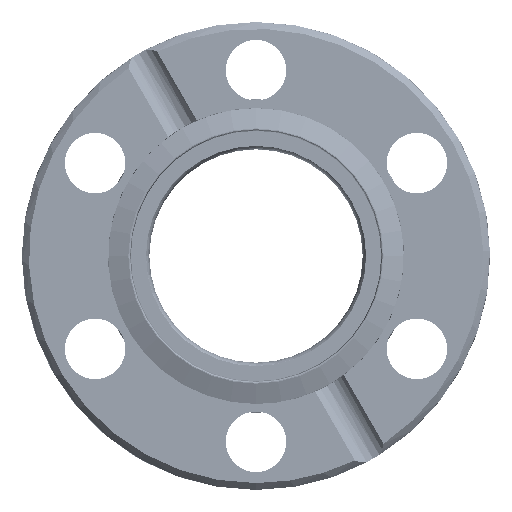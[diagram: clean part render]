
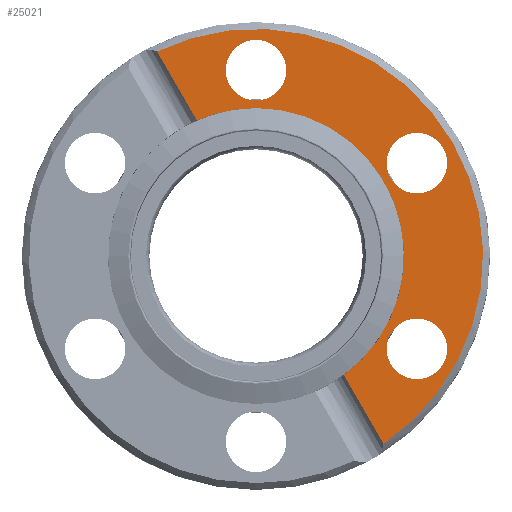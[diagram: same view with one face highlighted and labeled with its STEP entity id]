
A CAD part, left-side view. The second image highlights one B-rep face of the part: STEP entity #25021.
In plain terms, the highlighted planar face has unit normal (-1, 0, 0).
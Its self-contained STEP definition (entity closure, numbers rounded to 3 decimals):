
#1503 = EDGE_LOOP ( 'NONE', ( #161109, #96470, #238148, #251282, #117521 ) ) ;
#2556 = AXIS2_PLACEMENT_3D ( 'NONE', #206003, #78356, #227493 ) ;
#3099 = ORIENTED_EDGE ( 'NONE', *, *, #255438, .F. ) ;
#6546 = CARTESIAN_POINT ( 'NONE',  ( -31.8, -11.691, -6.75 ) ) ;
#9328 = CARTESIAN_POINT ( 'NONE',  ( -31.8, -11.691, 4.55 ) ) ;
#9686 = DIRECTION ( 'NONE',  ( 0., 0., 1. ) ) ;
#10885 = LINE ( 'NONE', #237008, #231164 ) ;
#13366 = VERTEX_POINT ( 'NONE', #36456 ) ;
#13816 = DIRECTION ( 'NONE',  ( 0., 0., 1. ) ) ;
#14303 = EDGE_LOOP ( 'NONE', ( #163181, #210130 ) ) ;
#18586 = DIRECTION ( 'NONE',  ( 0., -0.5, -0.866 ) ) ;
#24919 = ORIENTED_EDGE ( 'NONE', *, *, #113239, .F. ) ;
#25021 = ADVANCED_FACE ( 'NONE', ( #256404, #36052, #92809, #199589 ), #158245, .F. ) ;
#27969 = DIRECTION ( 'NONE',  ( 0., 0., 1. ) ) ;
#32474 = DIRECTION ( 'NONE',  ( -1., 0., 0. ) ) ;
#35244 = EDGE_CURVE ( 'NONE', #216455, #222746, #59685, .T. ) ;
#35479 = VERTEX_POINT ( 'NONE', #209675 ) ;
#36052 = FACE_BOUND ( 'NONE', #101393, .T. ) ;
#36456 = CARTESIAN_POINT ( 'NONE',  ( -31.8, 0., 15.7 ) ) ;
#39981 = EDGE_CURVE ( 'NONE', #13366, #188285, #123383, .T. ) ;
#46913 = AXIS2_PLACEMENT_3D ( 'NONE', #78199, #227326, #99568 ) ;
#47439 = CIRCLE ( 'NONE', #98360, 2.2 ) ;
#57582 = AXIS2_PLACEMENT_3D ( 'NONE', #224360, #96575, #245890 ) ;
#59329 = DIRECTION ( 'NONE',  ( -1., 0., 0. ) ) ;
#59685 = CIRCLE ( 'NONE', #116567, 16.5 ) ;
#60984 = EDGE_CURVE ( 'NONE', #201252, #199324, #258951, .T. ) ;
#63367 = EDGE_LOOP ( 'NONE', ( #24919, #3099 ) ) ;
#63956 = AXIS2_PLACEMENT_3D ( 'NONE', #265340, #137553, #9686 ) ;
#72033 = CIRCLE ( 'NONE', #215374, 2.2 ) ;
#74982 = CARTESIAN_POINT ( 'NONE',  ( -31.8, 0., 13.5 ) ) ;
#78199 = CARTESIAN_POINT ( 'NONE',  ( -31.8, 0., 0. ) ) ;
#78356 = DIRECTION ( 'NONE',  ( -1., 0., 0. ) ) ;
#80999 = VERTEX_POINT ( 'NONE', #9328 ) ;
#81676 = AXIS2_PLACEMENT_3D ( 'NONE', #187046, #59329, #208438 ) ;
#85340 = AXIS2_PLACEMENT_3D ( 'NONE', #269550, #141712, #13816 ) ;
#88842 = VECTOR ( 'NONE', #18586, 1000. ) ;
#90770 = ORIENTED_EDGE ( 'NONE', *, *, #216928, .F. ) ;
#92809 = FACE_BOUND ( 'NONE', #14303, .T. ) ;
#94210 = DIRECTION ( 'NONE',  ( -1., 0., 0. ) ) ;
#95549 = LINE ( 'NONE', #168824, #88842 ) ;
#96324 = DIRECTION ( 'NONE',  ( 0., 0., 1. ) ) ;
#96470 = ORIENTED_EDGE ( 'NONE', *, *, #197779, .T. ) ;
#96575 = DIRECTION ( 'NONE',  ( 1., 0., 0. ) ) ;
#98360 = AXIS2_PLACEMENT_3D ( 'NONE', #160314, #32474, #181742 ) ;
#99568 = DIRECTION ( 'NONE',  ( 0., 0., 1. ) ) ;
#101393 = EDGE_LOOP ( 'NONE', ( #90770, #229897 ) ) ;
#107792 = AXIS2_PLACEMENT_3D ( 'NONE', #6546, #155835, #27969 ) ;
#109905 = CARTESIAN_POINT ( 'NONE',  ( -31.8, -11.691, -4.55 ) ) ;
#113239 = EDGE_CURVE ( 'NONE', #157150, #80999, #128423, .T. ) ;
#116567 = AXIS2_PLACEMENT_3D ( 'NONE', #221946, #94210, #243514 ) ;
#117521 = ORIENTED_EDGE ( 'NONE', *, *, #159166, .T. ) ;
#123383 = CIRCLE ( 'NONE', #2556, 2.2 ) ;
#128423 = CIRCLE ( 'NONE', #81676, 2.2 ) ;
#128442 = CARTESIAN_POINT ( 'NONE',  ( -31.8, -6.381, -8.652 ) ) ;
#137553 = DIRECTION ( 'NONE',  ( -1., 0., 0. ) ) ;
#139008 = CARTESIAN_POINT ( 'NONE',  ( -31.8, 0., 10.75 ) ) ;
#141712 = DIRECTION ( 'NONE',  ( -1., 0., 0. ) ) ;
#144011 = VERTEX_POINT ( 'NONE', #192417 ) ;
#152192 = CARTESIAN_POINT ( 'NONE',  ( -31.8, 7.189, 14.852 ) ) ;
#155686 = VERTEX_POINT ( 'NONE', #109905 ) ;
#155835 = DIRECTION ( 'NONE',  ( -1., 0., 0. ) ) ;
#157150 = VERTEX_POINT ( 'NONE', #170557 ) ;
#158245 = PLANE ( 'NONE',  #57582 ) ;
#159166 = EDGE_CURVE ( 'NONE', #201252, #216455, #10885, .T. ) ;
#160314 = CARTESIAN_POINT ( 'NONE',  ( -31.8, -11.691, -6.75 ) ) ;
#161109 = ORIENTED_EDGE ( 'NONE', *, *, #35244, .T. ) ;
#163181 = ORIENTED_EDGE ( 'NONE', *, *, #39981, .F. ) ;
#168824 = CARTESIAN_POINT ( 'NONE',  ( -31.8, -12.65, -19.511 ) ) ;
#168995 = EDGE_CURVE ( 'NONE', #144011, #155686, #268429, .T. ) ;
#170557 = CARTESIAN_POINT ( 'NONE',  ( -31.8, -11.691, 8.95 ) ) ;
#181742 = DIRECTION ( 'NONE',  ( 0., 0., 1. ) ) ;
#187046 = CARTESIAN_POINT ( 'NONE',  ( -31.8, -11.691, 6.75 ) ) ;
#188285 = VERTEX_POINT ( 'NONE', #269104 ) ;
#192417 = CARTESIAN_POINT ( 'NONE',  ( -31.8, -11.691, -8.95 ) ) ;
#195034 = DIRECTION ( 'NONE',  ( 0., -0.5, -0.866 ) ) ;
#197779 = EDGE_CURVE ( 'NONE', #222746, #35479, #95549, .T. ) ;
#199324 = VERTEX_POINT ( 'NONE', #139008 ) ;
#199589 = FACE_OUTER_BOUND ( 'NONE', #1503, .T. ) ;
#201252 = VERTEX_POINT ( 'NONE', #128442 ) ;
#202315 = CIRCLE ( 'NONE', #63956, 2.2 ) ;
#206003 = CARTESIAN_POINT ( 'NONE',  ( -31.8, 0., 13.5 ) ) ;
#208438 = DIRECTION ( 'NONE',  ( 0., 0., 1. ) ) ;
#209675 = CARTESIAN_POINT ( 'NONE',  ( -31.8, 4.302, 9.852 ) ) ;
#210130 = ORIENTED_EDGE ( 'NONE', *, *, #258759, .F. ) ;
#212952 = CIRCLE ( 'NONE', #46913, 10.75 ) ;
#215374 = AXIS2_PLACEMENT_3D ( 'NONE', #74982, #224101, #96324 ) ;
#216455 = VERTEX_POINT ( 'NONE', #226786 ) ;
#216928 = EDGE_CURVE ( 'NONE', #155686, #144011, #47439, .T. ) ;
#221946 = CARTESIAN_POINT ( 'NONE',  ( -31.8, 0., 0. ) ) ;
#222746 = VERTEX_POINT ( 'NONE', #152192 ) ;
#224101 = DIRECTION ( 'NONE',  ( -1., 0., 0. ) ) ;
#224360 = CARTESIAN_POINT ( 'NONE',  ( -31.8, 0., 8. ) ) ;
#226786 = CARTESIAN_POINT ( 'NONE',  ( -31.8, -9.267, -13.652 ) ) ;
#227326 = DIRECTION ( 'NONE',  ( -1., 0., 0. ) ) ;
#227493 = DIRECTION ( 'NONE',  ( 0., 0., 1. ) ) ;
#229897 = ORIENTED_EDGE ( 'NONE', *, *, #168995, .F. ) ;
#231164 = VECTOR ( 'NONE', #195034, 1000. ) ;
#237008 = CARTESIAN_POINT ( 'NONE',  ( -31.8, -12.65, -19.511 ) ) ;
#238148 = ORIENTED_EDGE ( 'NONE', *, *, #273138, .F. ) ;
#243514 = DIRECTION ( 'NONE',  ( 0., 0., 1. ) ) ;
#245890 = DIRECTION ( 'NONE',  ( 0., 0., -1. ) ) ;
#251282 = ORIENTED_EDGE ( 'NONE', *, *, #60984, .F. ) ;
#255438 = EDGE_CURVE ( 'NONE', #80999, #157150, #202315, .T. ) ;
#256404 = FACE_BOUND ( 'NONE', #63367, .T. ) ;
#258759 = EDGE_CURVE ( 'NONE', #188285, #13366, #72033, .T. ) ;
#258951 = CIRCLE ( 'NONE', #85340, 10.75 ) ;
#265340 = CARTESIAN_POINT ( 'NONE',  ( -31.8, -11.691, 6.75 ) ) ;
#268429 = CIRCLE ( 'NONE', #107792, 2.2 ) ;
#269104 = CARTESIAN_POINT ( 'NONE',  ( -31.8, 0., 11.3 ) ) ;
#269550 = CARTESIAN_POINT ( 'NONE',  ( -31.8, 0., 0. ) ) ;
#273138 = EDGE_CURVE ( 'NONE', #199324, #35479, #212952, .T. ) ;
